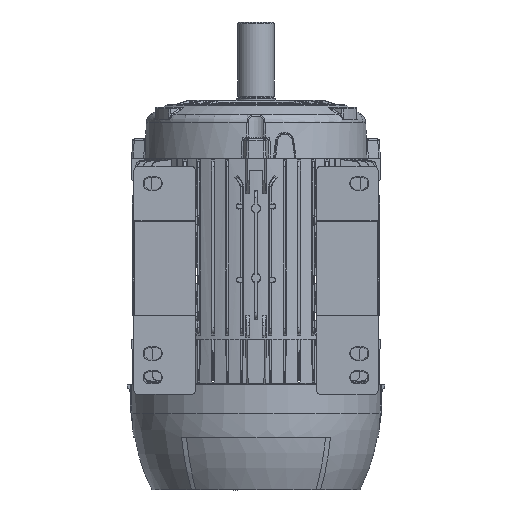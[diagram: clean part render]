
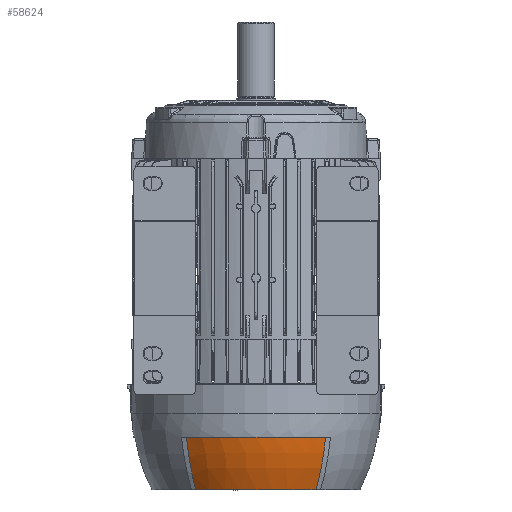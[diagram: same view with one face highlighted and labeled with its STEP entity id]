
A CAD part, front view. The second image highlights one B-rep face of the part: STEP entity #58624.
In plain terms, the highlighted toroidal (fillet/blend) face has major radius 64.511 mm and minor radius 193.5 mm.
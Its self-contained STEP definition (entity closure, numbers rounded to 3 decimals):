
#5514 = TOROIDAL_SURFACE ( 'NONE', #65345, -64.511, 193.5 ) ;
#7863 = DIRECTION ( 'NONE',  ( 0., 0., 1. ) ) ;
#9402 = CARTESIAN_POINT ( 'NONE',  ( 0., 0., -292.5 ) ) ;
#12762 = CARTESIAN_POINT ( 'NONE',  ( 72.925, -103.22, -292.5 ) ) ;
#13509 = CARTESIAN_POINT ( 'NONE',  ( 63.12, -88.25, -347.5 ) ) ;
#20439 = CARTESIAN_POINT ( 'NONE',  ( -65.177, -91.657, -339.58 ) ) ;
#22831 = CARTESIAN_POINT ( 'NONE',  ( 70.352, -99.715, -312.5 ) ) ;
#27503 = VERTEX_POINT ( 'NONE', #85652 ) ;
#28585 = CARTESIAN_POINT ( 'NONE',  ( 72.383, -102.552, -297.675 ) ) ;
#28749 = CARTESIAN_POINT ( 'NONE',  ( -67.08, -94.73, -331.018 ) ) ;
#35547 = CARTESIAN_POINT ( 'NONE',  ( -72.925, -103.22, -292.5 ) ) ;
#35780 = VERTEX_POINT ( 'NONE', #12762 ) ;
#37036 = VERTEX_POINT ( 'NONE', #55906 ) ;
#37221 = EDGE_CURVE ( 'NONE', #37036, #65386, #83507, .T. ) ;
#37594 = CARTESIAN_POINT ( 'NONE',  ( -63.12, -88.25, -347.5 ) ) ;
#38604 = CARTESIAN_POINT ( 'NONE',  ( 0., 0., -347.5 ) ) ;
#38669 = CIRCLE ( 'NONE', #63625, 126.382 ) ;
#40722 = ORIENTED_EDGE ( 'NONE', *, *, #60527, .F. ) ;
#45257 = CARTESIAN_POINT ( 'NONE',  ( 69.579, -98.566, -317.245 ) ) ;
#53556 = CARTESIAN_POINT ( 'NONE',  ( 72.925, -103.22, -292.5 ) ) ;
#55255 = DIRECTION ( 'NONE',  ( 1., 0., 0. ) ) ;
#55906 = CARTESIAN_POINT ( 'NONE',  ( -72.925, -103.22, -292.5 ) ) ;
#58347 = ORIENTED_EDGE ( 'NONE', *, *, #69674, .T. ) ;
#58624 = ADVANCED_FACE ( 'NONE', ( #86264 ), #5514, .T. ) ;
#60527 = EDGE_CURVE ( 'NONE', #37036, #35780, #38669, .T. ) ;
#63472 = ORIENTED_EDGE ( 'NONE', *, *, #74225, .T. ) ;
#63625 = AXIS2_PLACEMENT_3D ( 'NONE', #9402, #7863, #96812 ) ;
#65345 = AXIS2_PLACEMENT_3D ( 'NONE', #87287, #76891, #94089 ) ;
#65386 = VERTEX_POINT ( 'NONE', #82347 ) ;
#67215 = ORIENTED_EDGE ( 'NONE', *, *, #37221, .T. ) ;
#68662 = CARTESIAN_POINT ( 'NONE',  ( 65.177, -91.657, -339.58 ) ) ;
#69674 = EDGE_CURVE ( 'NONE', #27503, #35780, #74213, .T. ) ;
#70871 = DIRECTION ( 'NONE',  ( 0., 0., 1. ) ) ;
#74213 = B_SPLINE_CURVE_WITH_KNOTS ( 'NONE', 3,
 ( #13509, #68662, #94169, #45257, #22831, #84273, #28585, #53556 ),
 .UNSPECIFIED., .F., .F.,
 ( 4, 2, 2, 4 ),
 ( 0., 0.5, 0.75, 1. ),
 .UNSPECIFIED. ) ;
#74225 = EDGE_CURVE ( 'NONE', #65386, #27503, #76451, .T. ) ;
#76451 = CIRCLE ( 'NONE', #84789, 108.5 ) ;
#76891 = DIRECTION ( 'NONE',  ( 0., 0., 1. ) ) ;
#77134 = CARTESIAN_POINT ( 'NONE',  ( -69.579, -98.566, -317.245 ) ) ;
#82347 = CARTESIAN_POINT ( 'NONE',  ( -63.12, -88.25, -347.5 ) ) ;
#82893 = CARTESIAN_POINT ( 'NONE',  ( -72.383, -102.552, -297.675 ) ) ;
#83507 = B_SPLINE_CURVE_WITH_KNOTS ( 'NONE', 3,
 ( #35547, #82893, #100560, #99020, #77134, #28749, #20439, #37594 ),
 .UNSPECIFIED., .F., .F.,
 ( 4, 2, 2, 4 ),
 ( 0., 0.25, 0.5, 1. ),
 .UNSPECIFIED. ) ;
#84273 = CARTESIAN_POINT ( 'NONE',  ( 71.754, -101.708, -302.715 ) ) ;
#84789 = AXIS2_PLACEMENT_3D ( 'NONE', #38604, #70871, #55255 ) ;
#85652 = CARTESIAN_POINT ( 'NONE',  ( 63.12, -88.25, -347.5 ) ) ;
#86264 = FACE_OUTER_BOUND ( 'NONE', #87590, .T. ) ;
#87287 = CARTESIAN_POINT ( 'NONE',  ( 0., 0., -260.842 ) ) ;
#87590 = EDGE_LOOP ( 'NONE', ( #63472, #58347, #40722, #67215 ) ) ;
#94089 = DIRECTION ( 'NONE',  ( 1., 0., 0. ) ) ;
#94169 = CARTESIAN_POINT ( 'NONE',  ( 67.08, -94.73, -331.018 ) ) ;
#96812 = DIRECTION ( 'NONE',  ( 1., 0., 0. ) ) ;
#99020 = CARTESIAN_POINT ( 'NONE',  ( -70.352, -99.715, -312.5 ) ) ;
#100560 = CARTESIAN_POINT ( 'NONE',  ( -71.754, -101.708, -302.715 ) ) ;
